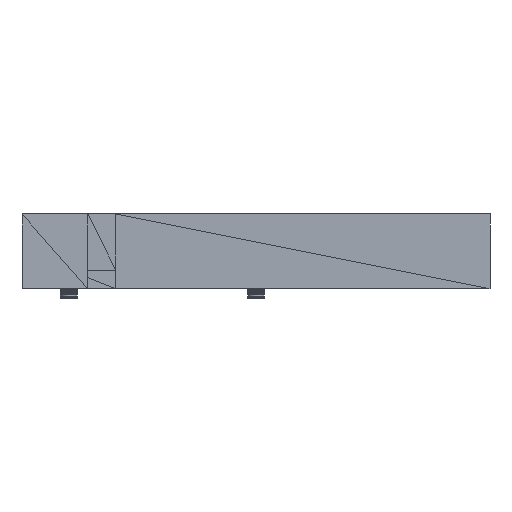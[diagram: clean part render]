
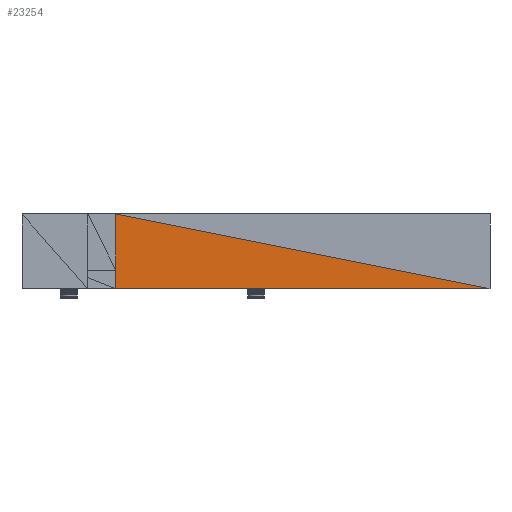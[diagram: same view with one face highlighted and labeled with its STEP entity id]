
A CAD part, left-side view. The second image highlights one B-rep face of the part: STEP entity #23254.
In plain terms, the highlighted planar face has unit normal (-1, 0, 0).
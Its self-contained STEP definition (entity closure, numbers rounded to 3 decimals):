
#2702 = VERTEX_POINT('',#2703);
#2703 = CARTESIAN_POINT('',(-5.,15.,0.));
#2726 = VERTEX_POINT('',#2727);
#2727 = CARTESIAN_POINT('',(-5.,-25.,0.));
#2733 = EDGE_CURVE('',#2726,#2702,#2734,.T.);
#2734 = LINE('',#2735,#2736);
#2735 = CARTESIAN_POINT('',(-5.,-25.,0.));
#2736 = VECTOR('',#2737,1.);
#2737 = DIRECTION('',(0.,1.,0.));
#14784 = VERTEX_POINT('',#14785);
#14785 = CARTESIAN_POINT('',(-5.,15.,8.));
#23254 = ADVANCED_FACE('',(#23255),#23270,.T.);
#23255 = FACE_BOUND('',#23256,.T.);
#23256 = EDGE_LOOP('',(#23257,#23263,#23269));
#23257 = ORIENTED_EDGE('',*,*,#23258,.T.);
#23258 = EDGE_CURVE('',#2726,#14784,#23259,.T.);
#23259 = LINE('',#23260,#23261);
#23260 = CARTESIAN_POINT('',(-5.,-25.,0.));
#23261 = VECTOR('',#23262,1.);
#23262 = DIRECTION('',(0.,0.981,0.196));
#23263 = ORIENTED_EDGE('',*,*,#23264,.T.);
#23264 = EDGE_CURVE('',#14784,#2702,#23265,.T.);
#23265 = LINE('',#23266,#23267);
#23266 = CARTESIAN_POINT('',(-5.,15.,8.));
#23267 = VECTOR('',#23268,1.);
#23268 = DIRECTION('',(0.,0.,-1.));
#23269 = ORIENTED_EDGE('',*,*,#2733,.F.);
#23270 = PLANE('',#23271);
#23271 = AXIS2_PLACEMENT_3D('',#23272,#23273,#23274);
#23272 = CARTESIAN_POINT('',(-5.,-3.198,2.198));
#23273 = DIRECTION('',(-1.,-0.,-0.));
#23274 = DIRECTION('',(0.,0.,-1.));
